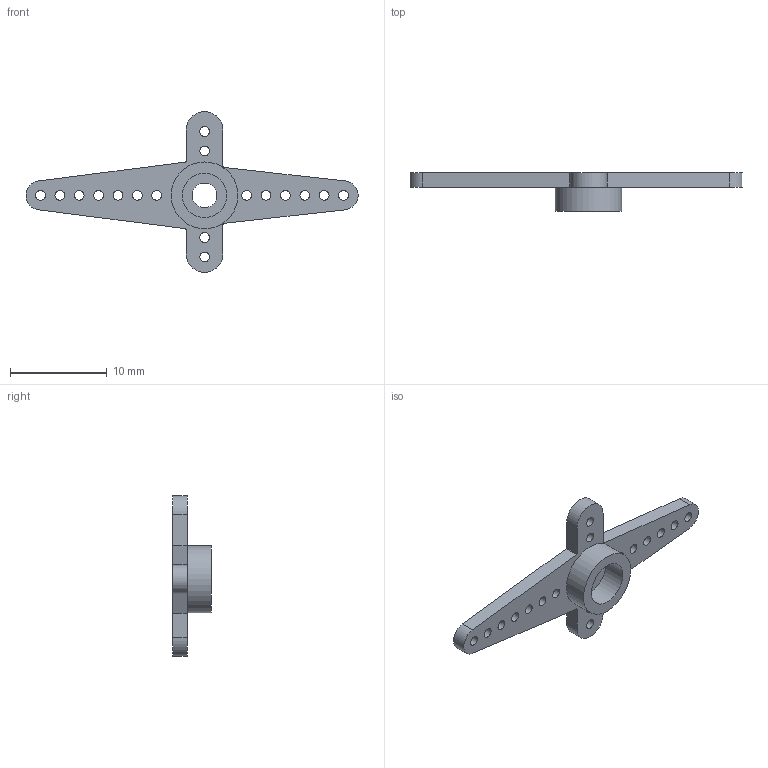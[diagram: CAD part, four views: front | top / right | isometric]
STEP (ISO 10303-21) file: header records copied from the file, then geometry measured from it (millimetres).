
FILE_DESCRIPTION(/* description */ (''),/* implementation_level */ '2;1');
FILE_NAME(/* name */ 'Tower pro micro servo SG90 HORN Kopieren_v1.step',/* time_stamp */ '2025-03-29T15:31:37+01:00',/* author */ (''),/* organization */ (''),/* preprocessor_version */ 'ST-DEVELOPER v20.1',/* originating_system */ 'Autodesk Translation Framework v14.4.0.0',/* authorisation */ '');
FILE_SCHEMA (('AUTOMOTIVE_DESIGN { 1 0 10303 214 3 1 1 }'));
Length unit declared in the file: millimetre
Products named in the file (1): Tower pro micro servo SG90 HORN Kopieren
Bounding box: 34.29 x 4 x 16.6 mm (x, y, z)
Volume: 307 mm3; surface area: 679.9 mm2
Topology: 1 solids, 1 shells, 42 faces, 111 edges, 74 vertices
Faces by surface type: cylinder 29, plane 13
Full cylindrical faces by diameter (mm): 1 x17, 2.55 x1, 4.6 x1, 4.7 x1, 6.9 x1
Entity records: 1438 total; most frequent: DIRECTION 255, CARTESIAN_POINT 228, ORIENTED_EDGE 222, EDGE_CURVE 111, AXIS2_PLACEMENT_3D 101, EDGE_LOOP 81, VERTEX_POINT 74, CIRCLE 58
